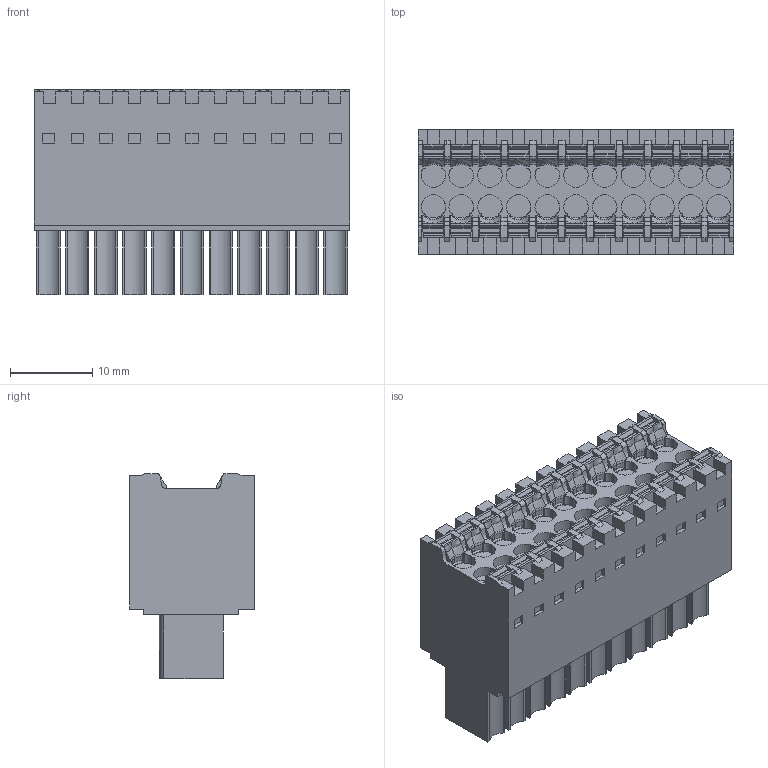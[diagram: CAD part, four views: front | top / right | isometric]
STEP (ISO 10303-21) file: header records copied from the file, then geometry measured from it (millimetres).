
FILE_DESCRIPTION(('CATIA V5 STEP','CAx-IF Rec.Pracs.--- Model Styling and Organization---1.4--- 2014-01-23'),'2;1');
FILE_NAME ('D1450428_1', '2023-08-22T06:44:52+00:00', ('none'), ('Weidmueller'), 'CATIA Version 5-6 Release 2016 SP3 HF44', 'CATIA V5 STEP AP214', 'none');
FILE_SCHEMA(('AUTOMOTIVE_DESIGN { 1 0 10303 214 1 1 1 1 }'));
Length unit declared in the file: millimetre
Products named in the file (1): 1277370000
Bounding box: 38.5 x 15.2 x 25.05 mm (x, y, z)
Volume: 10713.3 mm3; surface area: 6824.2 mm2
Topology: 23 solids, 23 shells, 1463 faces, 4255 edges, 2893 vertices
Faces by surface type: plane 953, cylinder 178, torus 131, extrusion 113, cone 44, bspline 44
Entity records: 50288 total; most frequent: CARTESIAN_POINT 15702, ORIENTED_EDGE 8510, DIRECTION 4931, EDGE_CURVE 4255, VECTOR 3128, LINE 3015, VERTEX_POINT 2893, EDGE_LOOP 1518
